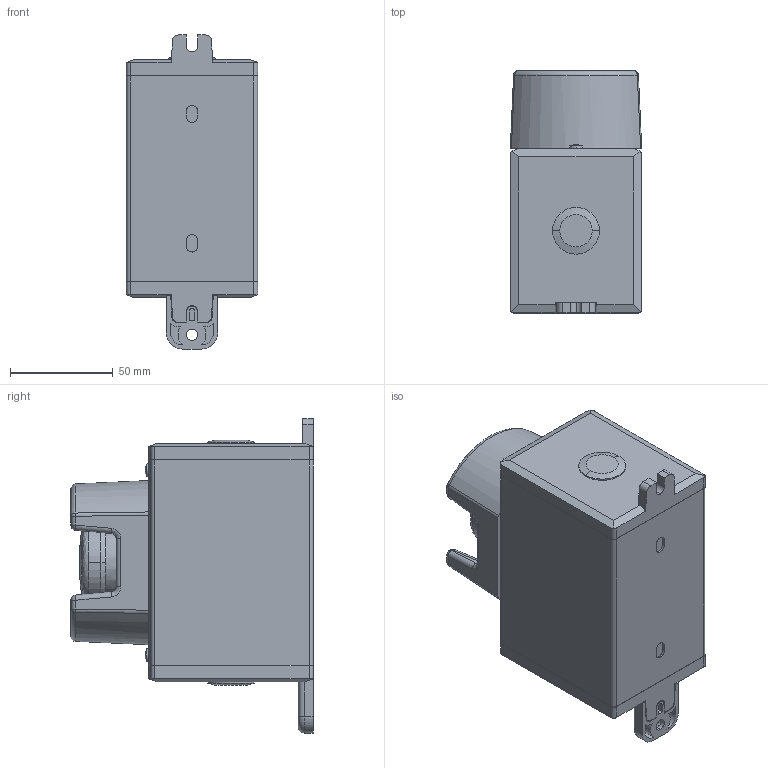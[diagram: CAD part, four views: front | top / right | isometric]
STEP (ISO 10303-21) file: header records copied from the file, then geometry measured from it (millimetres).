
FILE_DESCRIPTION (( 'STEP AP203' ), '1' );
FILE_NAME ('NHC-122-STP.step', '2025-01-09T03:03:54', ( '' ), ( '' ), 'SwSTEP 2.0', 'SolidWorks 2011', '' );
FILE_SCHEMA (( 'CONFIG_CONTROL_DESIGN' ));
Length unit declared in the file: millimetre
Products named in the file (1): NHC-122-STP
Bounding box: 64 x 118 x 153 mm (x, y, z)
Volume: 678213.7 mm3; surface area: 66534 mm2
Topology: 1 solids, 4 shells, 424 faces, 1079 edges, 683 vertices
Faces by surface type: plane 193, cylinder 142, bspline 38, cone 26, sphere 23, torus 2
Entity records: 14818 total; most frequent: CARTESIAN_POINT 4701, ORIENTED_EDGE 2158, DIRECTION 2061, EDGE_CURVE 1079, AXIS2_PLACEMENT_3D 751, VERTEX_POINT 683, VECTOR 559, LINE 559
